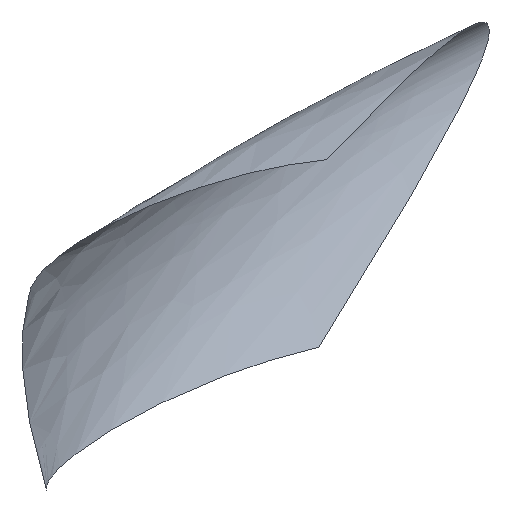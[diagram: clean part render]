
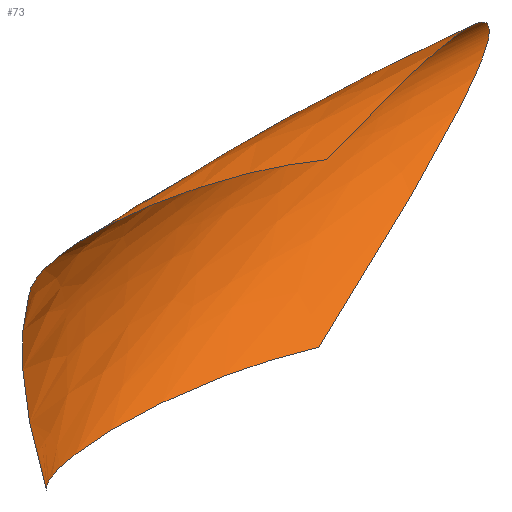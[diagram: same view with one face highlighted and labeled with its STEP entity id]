
A CAD part, isometric view. The second image highlights one B-rep face of the part: STEP entity #73.
In plain terms, the highlighted free-form (B-spline) face has degree [3, 3] with [4, 4] control points.
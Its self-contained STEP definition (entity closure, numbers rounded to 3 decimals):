
#1 = ORIENTED_EDGE ( 'NONE', *, *, #66, .T. ) ;
#8 = CARTESIAN_POINT ( 'NONE',  ( 0., 81.131, 0. ) ) ;
#9 = CARTESIAN_POINT ( 'NONE',  ( 842.214, 40.694, 500. ) ) ;
#11 = CARTESIAN_POINT ( 'NONE',  ( 0., 137.274, 500. ) ) ;
#19 = CARTESIAN_POINT ( 'NONE',  ( 0., 81.131, 0. ) ) ;
#21 = CARTESIAN_POINT ( 'NONE',  ( 1156.604, 396.096, 277.496 ) ) ;
#22 = CARTESIAN_POINT ( 'NONE',  ( 1822.725, 330.43, 500. ) ) ;
#26 = CARTESIAN_POINT ( 'NONE',  ( 604.855, 210.937, 500. ) ) ;
#28 = CARTESIAN_POINT ( 'NONE',  ( 0., 81.131, 0. ) ) ;
#32 = CARTESIAN_POINT ( 'NONE',  ( 1822.725, 330.43, 500. ) ) ;
#33 = EDGE_LOOP ( 'NONE', ( #88, #1, #109, #89 ) ) ;
#34 = CARTESIAN_POINT ( 'NONE',  ( 820.113, 41.569, 0. ) ) ;
#35 = CARTESIAN_POINT ( 'NONE',  ( 842.214, 40.694, 500. ) ) ;
#42 = B_SPLINE_CURVE_WITH_KNOTS ( 'NONE', 3,
 ( #55, #144, #108, #11 ),
 .UNSPECIFIED., .F., .F.,
 ( 4, 4 ),
 ( 0., 1. ),
 .UNSPECIFIED. ) ;
#44 = CARTESIAN_POINT ( 'NONE',  ( 146.506, 264.138, 500. ) ) ;
#45 = CARTESIAN_POINT ( 'NONE',  ( 65.676, 157.494, 0. ) ) ;
#47 = CARTESIAN_POINT ( 'NONE',  ( 842.214, 40.694, 500. ) ) ;
#48 = B_SPLINE_CURVE_WITH_KNOTS ( 'NONE', 3,
 ( #122, #123, #22, #35 ),
 .UNSPECIFIED., .F., .F.,
 ( 4, 4 ),
 ( 0., 1. ),
 .UNSPECIFIED. ) ;
#54 = CARTESIAN_POINT ( 'NONE',  ( 479.361, 368.973, 403.553 ) ) ;
#55 = CARTESIAN_POINT ( 'NONE',  ( 0., 81.131, 0. ) ) ;
#56 = CARTESIAN_POINT ( 'NONE',  ( 820.113, 41.569, 0. ) ) ;
#57 = CARTESIAN_POINT ( 'NONE',  ( 65.676, 157.494, 0. ) ) ;
#59 = EDGE_CURVE ( 'NONE', #80, #132, #143, .T. ) ;
#60 = CARTESIAN_POINT ( 'NONE',  ( 820.113, 41.569, 0. ) ) ;
#65 = CARTESIAN_POINT ( 'NONE',  ( 0., 176.402, 347.715 ) ) ;
#66 = EDGE_CURVE ( 'NONE', #132, #67, #48, .T. ) ;
#67 = VERTEX_POINT ( 'NONE', #9 ) ;
#68 = CARTESIAN_POINT ( 'NONE',  ( 0., 137.274, 500. ) ) ;
#69 = CARTESIAN_POINT ( 'NONE',  ( 0., 157.688, 181.049 ) ) ;
#70 = B_SPLINE_SURFACE_WITH_KNOTS ( 'NONE', 3, 3, ( 
 ( #19, #69, #65, #145 ),
 ( #45, #106, #54, #44 ),
 ( #99, #21, #86, #133 ),
 ( #34, #130, #32, #120 ) ),
 .UNSPECIFIED., .F., .F., .F.,
 ( 4, 4 ),
 ( 4, 4 ),
 ( 0., 1. ),
 ( 0., 1. ),
 .UNSPECIFIED. ) ;
#73 = ADVANCED_FACE ( 'NONE', ( #119 ), #70, .T. ) ;
#78 = EDGE_CURVE ( 'NONE', #80, #79, #42, .T. ) ;
#79 = VERTEX_POINT ( 'NONE', #68 ) ;
#80 = VERTEX_POINT ( 'NONE', #28 ) ;
#86 = CARTESIAN_POINT ( 'NONE',  ( 1188.459, 405.304, 444.162 ) ) ;
#88 = ORIENTED_EDGE ( 'NONE', *, *, #59, .T. ) ;
#89 = ORIENTED_EDGE ( 'NONE', *, *, #78, .F. ) ;
#99 = CARTESIAN_POINT ( 'NONE',  ( 488.897, 181.416, 0. ) ) ;
#103 = CARTESIAN_POINT ( 'NONE',  ( 0., 137.274, 500. ) ) ;
#106 = CARTESIAN_POINT ( 'NONE',  ( 457.266, 338.186, 236.886 ) ) ;
#108 = CARTESIAN_POINT ( 'NONE',  ( 0., 176.402, 347.715 ) ) ;
#109 = ORIENTED_EDGE ( 'NONE', *, *, #124, .F. ) ;
#115 = CARTESIAN_POINT ( 'NONE',  ( 146.506, 264.138, 500. ) ) ;
#119 = FACE_OUTER_BOUND ( 'NONE', #33, .T. ) ;
#120 = CARTESIAN_POINT ( 'NONE',  ( 842.214, 40.694, 500. ) ) ;
#122 = CARTESIAN_POINT ( 'NONE',  ( 820.113, 41.569, 0. ) ) ;
#123 = CARTESIAN_POINT ( 'NONE',  ( 1815.358, 330.721, 333.333 ) ) ;
#124 = EDGE_CURVE ( 'NONE', #79, #67, #134, .T. ) ;
#130 = CARTESIAN_POINT ( 'NONE',  ( 1815.358, 330.721, 333.333 ) ) ;
#132 = VERTEX_POINT ( 'NONE', #60 ) ;
#133 = CARTESIAN_POINT ( 'NONE',  ( 604.855, 210.937, 500. ) ) ;
#134 = B_SPLINE_CURVE_WITH_KNOTS ( 'NONE', 3,
 ( #103, #115, #26, #47 ),
 .UNSPECIFIED., .F., .F.,
 ( 4, 4 ),
 ( 0., 1. ),
 .UNSPECIFIED. ) ;
#142 = CARTESIAN_POINT ( 'NONE',  ( 488.897, 181.416, 0. ) ) ;
#143 = B_SPLINE_CURVE_WITH_KNOTS ( 'NONE', 3,
 ( #8, #57, #142, #56 ),
 .UNSPECIFIED., .F., .F.,
 ( 4, 4 ),
 ( 0., 1. ),
 .UNSPECIFIED. ) ;
#144 = CARTESIAN_POINT ( 'NONE',  ( 0., 157.688, 181.049 ) ) ;
#145 = CARTESIAN_POINT ( 'NONE',  ( 0., 137.274, 500. ) ) ;
